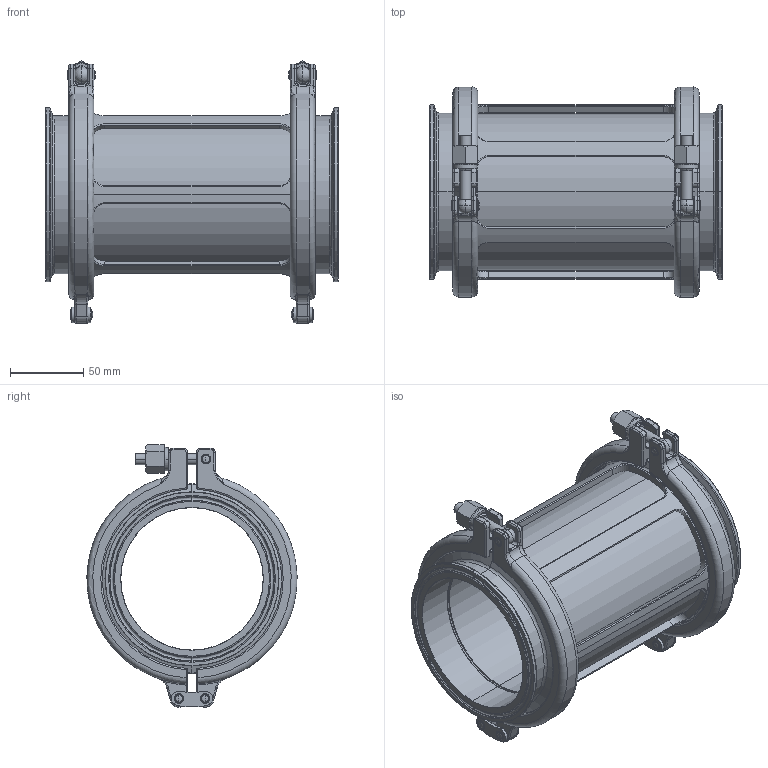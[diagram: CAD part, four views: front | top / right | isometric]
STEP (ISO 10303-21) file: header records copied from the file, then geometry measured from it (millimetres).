
FILE_DESCRIPTION (( 'STEP AP214' ), '1' );
FILE_NAME ('SG.SC.400 BLOCK.STEP', '2020-03-23T11:27:13', ( '' ), ( '' ), 'SwSTEP 2.0', 'SolidWorks 2019', '' );
FILE_SCHEMA (( 'AUTOMOTIVE_DESIGN' ));
Length unit declared in the file: millimetre
Products named in the file (8): C0318 - VFI ORINGS_400S; C0318 - VFI ORINGS_400 OS; CL.SHX.0450 BLOCK; C0318 - BODY CONCEPT_4.00; C0318 - FLANGE END test_4.00; C0318 - VFI ORINGS_400L; SG.SC.400 BLOCK; C0318 - VFI - GLASS_4.0
Assembly tree (12 placements, depth 2):
  SG.SC.400 BLOCK
    C0318 - VFI - GLASS_4.0
    C0318 - BODY CONCEPT_4.00
    C0318 - FLANGE END test_4.00  x2
    C0318 - VFI ORINGS_400S  x2
    C0318 - VFI ORINGS_400L  x2
    C0318 - VFI ORINGS_400 OS  x2
    CL.SHX.0450 BLOCK  x2
Bounding box: 200 x 143.57 x 179.45 mm (x, y, z)
Volume: 617631.2 mm3; surface area: 303865.5 mm2
Topology: 16 solids, 16 shells, 1158 faces, 2678 edges, 1488 vertices
Faces by surface type: cylinder 380, torus 290, plane 192, bspline 120, cone 92, sphere 84
Entity records: 30632 total; most frequent: CARTESIAN_POINT 15222, DIRECTION 3391, ORIENTED_EDGE 3044, EDGE_CURVE 1522, AXIS2_PLACEMENT_3D 1484, VERTEX_POINT 873, CIRCLE 859, EDGE_LOOP 735
